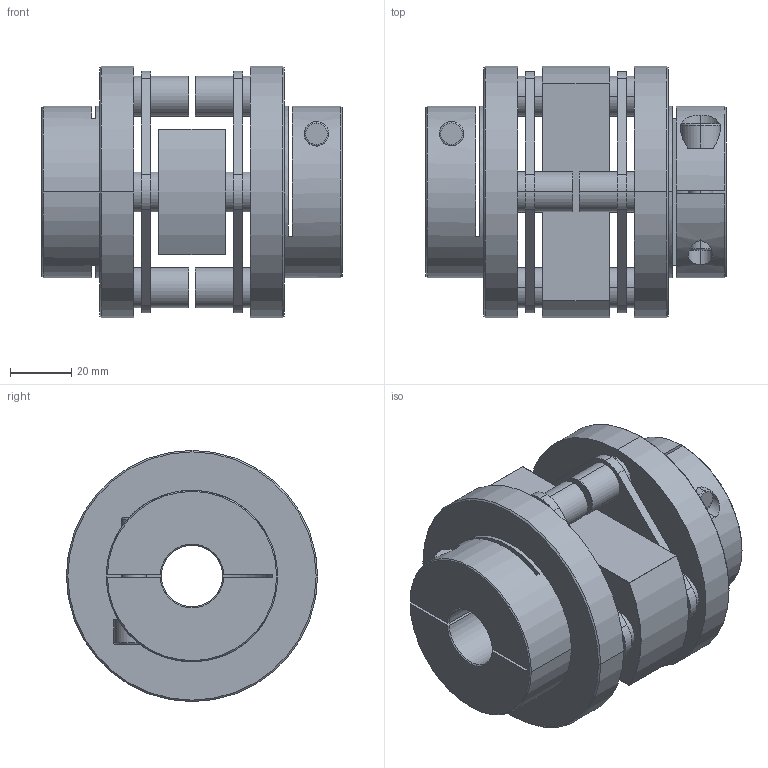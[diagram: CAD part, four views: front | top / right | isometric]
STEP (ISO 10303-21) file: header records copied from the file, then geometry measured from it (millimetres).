
FILE_DESCRIPTION (( 'STEP AP203' ), '1' );
FILE_NAME ('CL3-C82_Double.step', '2011-08-10T07:29:09', ( '' ), ( '' ), 'SwSTEP 2.0', 'SolidWorks 2010', '' );
FILE_SCHEMA (( 'CONFIG_CONTROL_DESIGN' ));
Length unit declared in the file: millimetre
Products named in the file (1): CL3-C82_Double
Bounding box: 98 x 82 x 82 mm (x, y, z)
Volume: 285042.9 mm3; surface area: 83173.4 mm2
Topology: 15 solids, 15 shells, 192 faces, 418 edges, 264 vertices
Faces by surface type: cylinder 80, plane 74, torus 20, cone 10, sphere 8
Entity records: 5633 total; most frequent: CARTESIAN_POINT 1179, DIRECTION 998, ORIENTED_EDGE 836, EDGE_CURVE 418, AXIS2_PLACEMENT_3D 407, VERTEX_POINT 264, EDGE_LOOP 218, CIRCLE 214
